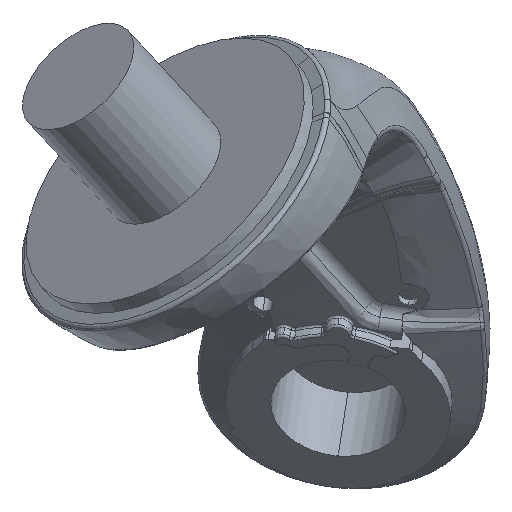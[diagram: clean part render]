
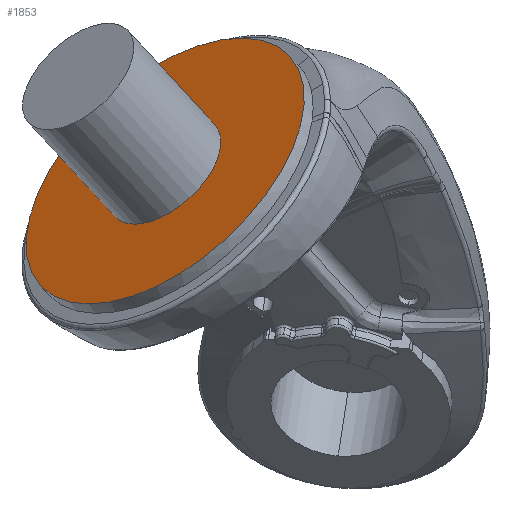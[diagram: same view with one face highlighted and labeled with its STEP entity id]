
A CAD part, top view. The second image highlights one B-rep face of the part: STEP entity #1853.
In plain terms, the highlighted planar face has unit normal (-0.571, 0.619, 0.539).
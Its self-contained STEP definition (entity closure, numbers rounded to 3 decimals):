
#1853 = ADVANCED_FACE ( 'NONE', ( #26554, #26553 ), #48309, .T. ) ;
#5710 = VERTEX_POINT ( 'NONE', #40998 ) ;
#6266 = VERTEX_POINT ( 'NONE', #40870 ) ;
#6767 = VERTEX_POINT ( 'NONE', #38998 ) ;
#6826 = VERTEX_POINT ( 'NONE', #38271 ) ;
#7685 = EDGE_LOOP ( 'NONE', ( #51450, #50452 ) ) ;
#7700 = EDGE_LOOP ( 'NONE', ( #51561, #50345 ) ) ;
#10145 = DIRECTION ( 'NONE',  ( 0.735, 0.678, 0. ) ) ;
#10147 = DIRECTION ( 'NONE',  ( -0.571, 0.619, 0.539 ) ) ;
#10149 = CARTESIAN_POINT ( 'NONE',  ( 489.888, 79.616, 488.718 ) ) ;
#11212 = DIRECTION ( 'NONE',  ( -0.735, -0.678, 0. ) ) ;
#11213 = DIRECTION ( 'NONE',  ( 0.571, -0.619, -0.539 ) ) ;
#11214 = CARTESIAN_POINT ( 'NONE',  ( 489.888, 79.616, 488.718 ) ) ;
#22441 = DIRECTION ( 'NONE',  ( -0.735, -0.678, 0. ) ) ;
#22442 = DIRECTION ( 'NONE',  ( 0.571, -0.619, -0.539 ) ) ;
#22443 = CARTESIAN_POINT ( 'NONE',  ( 489.888, 79.616, 488.718 ) ) ;
#26266 = CIRCLE ( 'NONE', #30644, 37.5 ) ;
#26553 = FACE_OUTER_BOUND ( 'NONE', #7685, .T. ) ;
#26554 = FACE_BOUND ( 'NONE', #7700, .T. ) ;
#28920 = EDGE_CURVE ( 'NONE', #6826, #5710, #26266, .T. ) ;
#29254 = EDGE_CURVE ( 'NONE', #6767, #6266, #52030, .T. ) ;
#29845 = EDGE_CURVE ( 'NONE', #6266, #6767, #51686, .T. ) ;
#29930 = EDGE_CURVE ( 'NONE', #5710, #6826, #51741, .T. ) ;
#30535 = AXIS2_PLACEMENT_3D ( 'NONE', #10149, #10147, #10145 ) ;
#30550 = AXIS2_PLACEMENT_3D ( 'NONE', #11214, #11213, #11212 ) ;
#30611 = AXIS2_PLACEMENT_3D ( 'NONE', #22443, #22442, #22441 ) ;
#30644 = AXIS2_PLACEMENT_3D ( 'NONE', #38790, #38789, #38788 ) ;
#30957 = AXIS2_PLACEMENT_3D ( 'NONE', #48288, #48286, #48283 ) ;
#38271 = CARTESIAN_POINT ( 'NONE',  ( 462.323, 54.191, 488.718 ) ) ;
#38788 = DIRECTION ( 'NONE',  ( 0.735, 0.678, 0. ) ) ;
#38789 = DIRECTION ( 'NONE',  ( -0.571, 0.619, 0.539 ) ) ;
#38790 = CARTESIAN_POINT ( 'NONE',  ( 489.888, 79.616, 488.718 ) ) ;
#38998 = CARTESIAN_POINT ( 'NONE',  ( 500.914, 89.786, 488.718 ) ) ;
#40870 = CARTESIAN_POINT ( 'NONE',  ( 478.862, 69.446, 488.718 ) ) ;
#40998 = CARTESIAN_POINT ( 'NONE',  ( 517.453, 105.041, 488.718 ) ) ;
#48283 = DIRECTION ( 'NONE',  ( -0.735, -0.678, 0. ) ) ;
#48286 = DIRECTION ( 'NONE',  ( -0.571, 0.619, 0.539 ) ) ;
#48288 = CARTESIAN_POINT ( 'NONE',  ( 503.925, 120.37, 456.743 ) ) ;
#48309 = PLANE ( 'NONE',  #30957 ) ;
#50345 = ORIENTED_EDGE ( 'NONE', *, *, #29254, .T. ) ;
#50452 = ORIENTED_EDGE ( 'NONE', *, *, #28920, .T. ) ;
#51450 = ORIENTED_EDGE ( 'NONE', *, *, #29930, .T. ) ;
#51561 = ORIENTED_EDGE ( 'NONE', *, *, #29845, .T. ) ;
#51686 = CIRCLE ( 'NONE', #30550, 15. ) ;
#51741 = CIRCLE ( 'NONE', #30535, 37.5 ) ;
#52030 = CIRCLE ( 'NONE', #30611, 15. ) ;
